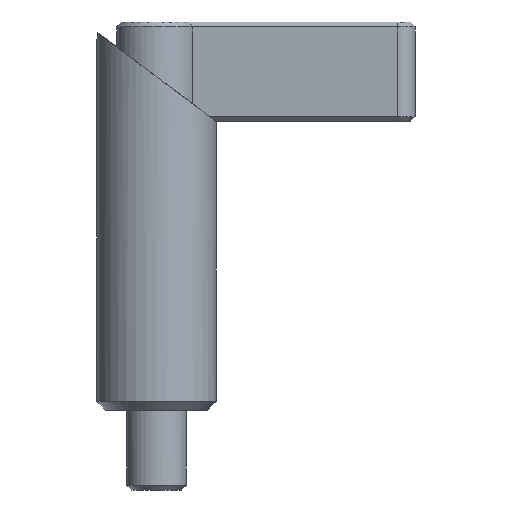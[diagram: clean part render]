
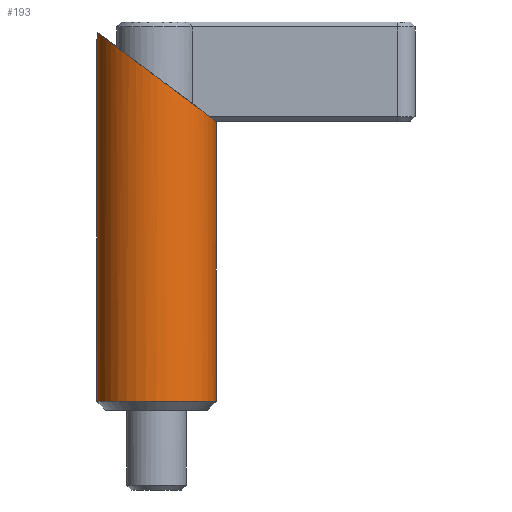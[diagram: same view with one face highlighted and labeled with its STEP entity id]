
A CAD part, front view. The second image highlights one B-rep face of the part: STEP entity #193.
In plain terms, the highlighted cylindrical face has radius 6 mm (diameter 12 mm), a partial arc.
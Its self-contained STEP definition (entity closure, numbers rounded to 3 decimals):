
#193=ADVANCED_FACE('',(#500),#501,.T.);
#287=EDGE_CURVE('',#345,#417,#605,.T.);
#327=EDGE_CURVE('',#399,#345,#649,.T.);
#345=VERTEX_POINT('',#672);
#391=EDGE_CURVE('',#399,#437,#729,.T.);
#399=VERTEX_POINT('',#737);
#403=EDGE_CURVE('',#459,#417,#741,.T.);
#417=VERTEX_POINT('',#757);
#421=EDGE_CURVE('',#459,#437,#761,.T.);
#437=VERTEX_POINT('',#777);
#459=VERTEX_POINT('',#801);
#500=FACE_OUTER_BOUND('',#844,.T.);
#501=CYLINDRICAL_SURFACE('',#845,6.0);
#605=B_SPLINE_CURVE_WITH_KNOTS('',3,(#990,#991,#992,#993,#994,#995,#996,#997),.UNSPECIFIED.,.F.,.F.,(4,2,2,4),(0.61,1.044,1.566,2.087),.UNSPECIFIED.);
#649=ELLIPSE('',#1052,7.5,6.0);
#672=CARTESIAN_POINT('',(-5.871,-1.236,37.904));
#729=LINE('',#1154,#1155);
#737=CARTESIAN_POINT('',(6.0,0.,29.0));
#741=LINE('',#1174,#1175);
#757=CARTESIAN_POINT('',(-6.,0.,37.138));
#761=CIRCLE('',#1201,6.0);
#777=CARTESIAN_POINT('',(6.0,0.,0.9));
#801=CARTESIAN_POINT('',(-6.0,0.,0.9));
#844=EDGE_LOOP('',(#1270,#1271,#1272,#1273,#1274));
#845=AXIS2_PLACEMENT_3D('',#1275,#1276,#1277);
#990=CARTESIAN_POINT('',(-5.871,-1.236,37.904));
#991=CARTESIAN_POINT('',(-5.886,-1.168,37.767));
#992=CARTESIAN_POINT('',(-5.903,-1.077,37.643));
#993=CARTESIAN_POINT('',(-5.94,-0.854,37.42));
#994=CARTESIAN_POINT('',(-5.962,-0.699,37.313));
#995=CARTESIAN_POINT('',(-5.992,-0.359,37.172));
#996=CARTESIAN_POINT('',(-6.,-0.174,37.138));
#997=CARTESIAN_POINT('',(-6.,0.,37.138));
#1052=AXIS2_PLACEMENT_3D('',#1452,#1453,#1454);
#1154=CARTESIAN_POINT('',(6.0,0.,19.45));
#1155=VECTOR('',#1579,1.0);
#1174=CARTESIAN_POINT('',(-6.0,0.,19.45));
#1175=VECTOR('',#1588,1.0);
#1201=AXIS2_PLACEMENT_3D('',#1611,#1612,#1613);
#1270=ORIENTED_EDGE('',*,*,#403,.F.);
#1271=ORIENTED_EDGE('',*,*,#421,.T.);
#1272=ORIENTED_EDGE('',*,*,#391,.F.);
#1273=ORIENTED_EDGE('',*,*,#327,.T.);
#1274=ORIENTED_EDGE('',*,*,#287,.T.);
#1275=CARTESIAN_POINT('',(0.,0.,19.45));
#1276=DIRECTION('',(0.,0.,-1.0));
#1277=DIRECTION('',(-1.0,0.,0.));
#1452=CARTESIAN_POINT('',(0.,0.,33.5));
#1453=DIRECTION('',(-0.6,0.,-0.8));
#1454=DIRECTION('',(-0.8,0.,0.6));
#1579=DIRECTION('',(0.,0.,-1.0));
#1588=DIRECTION('',(0.,0.,1.0));
#1611=CARTESIAN_POINT('',(0.,0.,0.9));
#1612=DIRECTION('',(0.,0.,1.0));
#1613=DIRECTION('',(-1.0,0.,0.));
